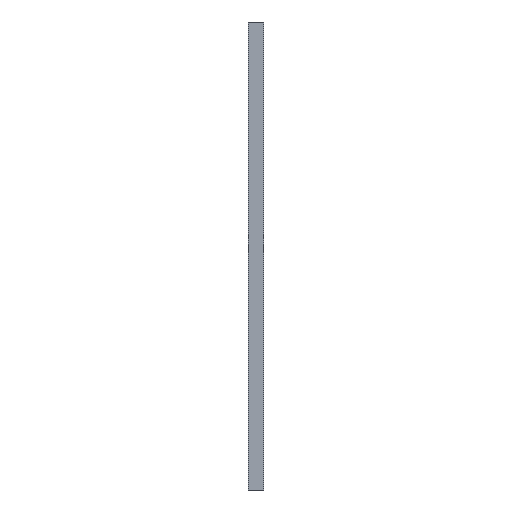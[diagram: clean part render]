
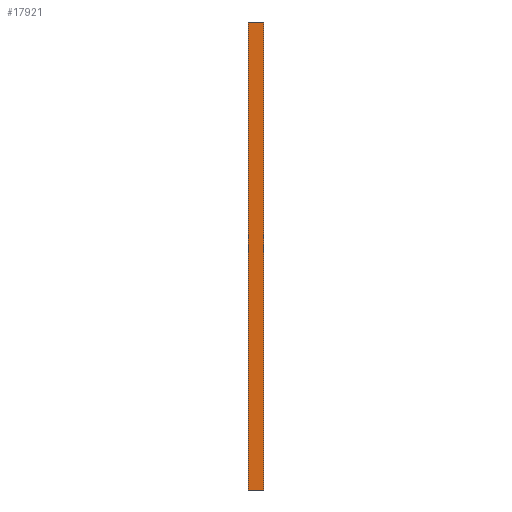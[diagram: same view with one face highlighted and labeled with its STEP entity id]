
A CAD part, left-side view. The second image highlights one B-rep face of the part: STEP entity #17921.
In plain terms, the highlighted planar face has unit normal (-1, 0, 0).
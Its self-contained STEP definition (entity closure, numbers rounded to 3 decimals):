
#115=DIRECTION('',(0.,-1.,0.));
#116=VECTOR('',#115,68.);
#117=CARTESIAN_POINT('',(-85.,68.,0.));
#118=LINE('',#117,#116);
#3631=DIRECTION('',(0.,0.,1.));
#3632=VECTOR('',#3631,2000.);
#3633=CARTESIAN_POINT('',(-85.,0.,0.));
#3634=LINE('',#3633,#3632);
#6995=DIRECTION('',(0.,0.,1.));
#6996=VECTOR('',#6995,2000.);
#6997=CARTESIAN_POINT('',(-85.,68.,0.));
#6998=LINE('',#6997,#6996);
#7091=DIRECTION('',(0.,-1.,0.));
#7092=VECTOR('',#7091,68.);
#7093=CARTESIAN_POINT('',(-85.,68.,2000.));
#7094=LINE('',#7093,#7092);
#10443=CARTESIAN_POINT('',(-85.,68.,0.));
#10444=VERTEX_POINT('',#10443);
#10445=CARTESIAN_POINT('',(-85.,0.,0.));
#10446=VERTEX_POINT('',#10445);
#10491=CARTESIAN_POINT('',(-85.,68.,2000.));
#10492=VERTEX_POINT('',#10491);
#10493=CARTESIAN_POINT('',(-85.,0.,2000.));
#10494=VERTEX_POINT('',#10493);
#17908=CARTESIAN_POINT('',(-85.,68.,0.));
#17909=DIRECTION('',(-1.,0.,0.));
#17910=DIRECTION('',(0.,-1.,0.));
#17911=AXIS2_PLACEMENT_3D('',#17908,#17909,#17910);
#17912=PLANE('',#17911);
#17913=ORIENTED_EDGE('',*,*,#13872,.F.);
#17915=ORIENTED_EDGE('',*,*,#17914,.T.);
#17917=ORIENTED_EDGE('',*,*,#17916,.T.);
#17918=ORIENTED_EDGE('',*,*,#16044,.F.);
#17919=EDGE_LOOP('',(#17913,#17915,#17917,#17918));
#17920=FACE_OUTER_BOUND('',#17919,.F.);
#13872=EDGE_CURVE('',#10444,#10446,#118,.T.);
#16044=EDGE_CURVE('',#10446,#10494,#3634,.T.);
#17914=EDGE_CURVE('',#10444,#10492,#6998,.T.);
#17916=EDGE_CURVE('',#10492,#10494,#7094,.T.);
#17921=ADVANCED_FACE('',(#17920),#17912,.T.);
